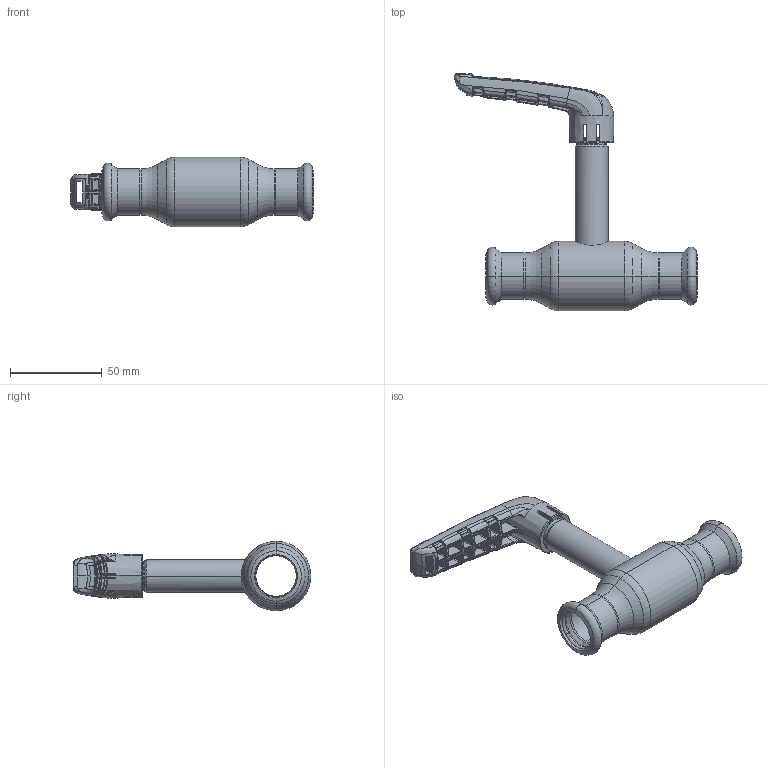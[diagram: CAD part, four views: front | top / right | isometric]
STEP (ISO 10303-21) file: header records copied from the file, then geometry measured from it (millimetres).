
FILE_DESCRIPTION (( 'STEP AP214' ), '1' );
FILE_NAME ('XPR10101 DN20 22 x 22.step', '2018-09-10T11:20:03', ( '' ), ( '' ), 'SwSTEP 2.0', 'SolidWorks 2017', '' );
FILE_SCHEMA (( 'AUTOMOTIVE_DESIGN' ));
Length unit declared in the file: millimetre
Products named in the file (1): XPR10101 DN20 22 x 22
Bounding box: 132.53 x 129.88 x 38 mm (x, y, z)
Surface area: 29782.4 mm2 (no closed solid volume)
Topology: 0 solids, 11 shells, 770 faces, 2467 edges, 1580 vertices
Faces by surface type: bspline 629, plane 51, cylinder 33, cone 31, torus 25, sphere 1
Entity records: 58395 total; most frequent: CARTESIAN_POINT 34318, ORIENTED_EDGE 4035, EDGE_CURVE 2434, B_SPLINE_CURVE_WITH_KNOTS 1705, VERTEX_POINT 1578, DIRECTION 1571, EDGE_LOOP 792, UNCERTAINTY_MEASURE_WITH_UNIT 772
